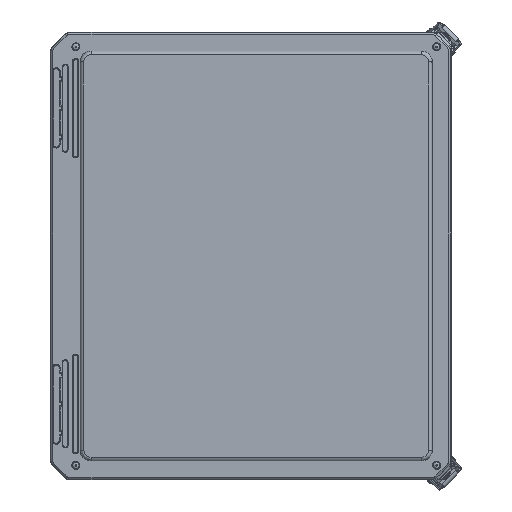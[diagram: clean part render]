
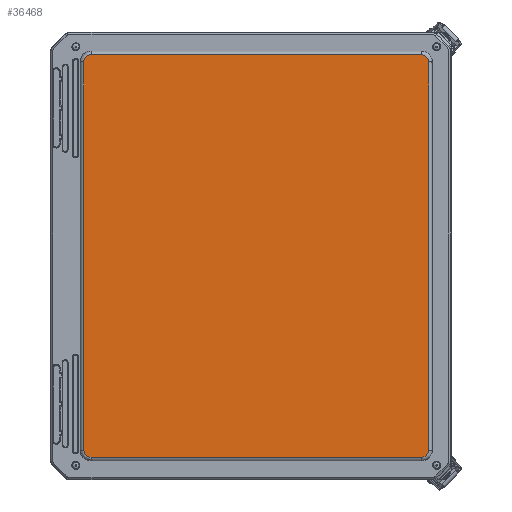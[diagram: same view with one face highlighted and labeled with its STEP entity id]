
A CAD part, top view. The second image highlights one B-rep face of the part: STEP entity #36468.
In plain terms, the highlighted face is planar.
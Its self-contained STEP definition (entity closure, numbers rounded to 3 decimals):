
#1389=ELLIPSE($,#40468,0.25,0.25);
#1392=ELLIPSE($,#40472,0.25,0.25);
#1393=ELLIPSE($,#40478,0.25,0.25);
#1396=ELLIPSE($,#40482,0.25,0.25);
#5104=LINE($,#82221,#7751);
#5106=LINE($,#82374,#7753);
#5109=LINE($,#82381,#7756);
#5111=LINE($,#82529,#7758);
#7751=VECTOR($,#50794,11.433);
#7753=VECTOR($,#50814,13.433);
#7756=VECTOR($,#50821,13.433);
#7758=VECTOR($,#50837,11.433);
#8706=PLANE($,#40488);
#10936=FACE_OUTER_BOUND($,#13316,.T.);
#13316=EDGE_LOOP($,(#33256,#33257,#33258,#33259,#33260,#33261,#33262,#33263));
#17976=VERTEX_POINT($,#82218);
#17977=VERTEX_POINT($,#82220);
#17980=VERTEX_POINT($,#82298);
#17981=VERTEX_POINT($,#82365);
#17984=VERTEX_POINT($,#82372);
#17985=VERTEX_POINT($,#82377);
#17988=VERTEX_POINT($,#82446);
#17989=VERTEX_POINT($,#82522);
#23101=EDGE_CURVE($,#17976,#17977,#5104,.T.);
#23105=EDGE_CURVE($,#17980,#17976,#1389,.T.);
#23109=EDGE_CURVE($,#17977,#17981,#1392,.T.);
#23111=EDGE_CURVE($,#17984,#17980,#5106,.T.);
#23115=EDGE_CURVE($,#17981,#17985,#5109,.T.);
#23117=EDGE_CURVE($,#17988,#17984,#1393,.T.);
#23121=EDGE_CURVE($,#17985,#17989,#1396,.T.);
#23123=EDGE_CURVE($,#17989,#17988,#5111,.T.);
#33256=ORIENTED_EDGE($,*,*,#23101,.F.);
#33257=ORIENTED_EDGE($,*,*,#23105,.F.);
#33258=ORIENTED_EDGE($,*,*,#23111,.F.);
#33259=ORIENTED_EDGE($,*,*,#23117,.F.);
#33260=ORIENTED_EDGE($,*,*,#23123,.F.);
#33261=ORIENTED_EDGE($,*,*,#23121,.F.);
#33262=ORIENTED_EDGE($,*,*,#23115,.F.);
#33263=ORIENTED_EDGE($,*,*,#23109,.F.);
#36468=ADVANCED_FACE($,(#10936),#8706,.F.);
#40468=AXIS2_PLACEMENT_3D($,#82300,#50800,#50801);
#40472=AXIS2_PLACEMENT_3D($,#82369,#50808,#50809);
#40478=AXIS2_PLACEMENT_3D($,#82448,#50824,#50825);
#40482=AXIS2_PLACEMENT_3D($,#82526,#50832,#50833);
#40488=AXIS2_PLACEMENT_3D($,#82539,#50851,#50852);
#50794=DIRECTION($,(1.,0.,0.));
#50800=DIRECTION('center_axis',(0.,0.,1.));
#50801=DIRECTION('ref_axis',(-0.707,-0.707,0.));
#50808=DIRECTION('center_axis',(0.,0.,1.));
#50809=DIRECTION('ref_axis',(0.707,-0.707,0.));
#50814=DIRECTION($,(0.,-1.,0.));
#50821=DIRECTION($,(0.,1.,0.));
#50824=DIRECTION('center_axis',(0.,0.,1.));
#50825=DIRECTION('ref_axis',(-0.707,0.707,0.));
#50832=DIRECTION('center_axis',(0.,0.,1.));
#50833=DIRECTION('ref_axis',(0.707,0.707,0.));
#50837=DIRECTION($,(-1.,0.,0.));
#50851=DIRECTION('center_axis',(0.,0.,1.));
#50852=DIRECTION('ref_axis',(1.,0.,0.));
#82218=CARTESIAN_POINT('',(-5.529,-6.966,0.));
#82220=CARTESIAN_POINT('',(5.904,-6.966,0.));
#82221=CARTESIAN_POINT($,(-5.529,-6.966,0.));
#82298=CARTESIAN_POINT('',(-5.779,-6.716,0.));
#82300=CARTESIAN_POINT('Origin',(-5.529,-6.716,0.));
#82365=CARTESIAN_POINT('',(6.154,-6.716,0.));
#82369=CARTESIAN_POINT('Origin',(5.904,-6.716,0.));
#82372=CARTESIAN_POINT('',(-5.779,6.716,0.));
#82374=CARTESIAN_POINT($,(-5.779,6.716,0.));
#82377=CARTESIAN_POINT('',(6.154,6.716,0.));
#82381=CARTESIAN_POINT($,(6.154,-6.716,0.));
#82446=CARTESIAN_POINT('',(-5.529,6.966,0.));
#82448=CARTESIAN_POINT('Origin',(-5.529,6.716,0.));
#82522=CARTESIAN_POINT('',(5.904,6.966,0.));
#82526=CARTESIAN_POINT('Origin',(5.904,6.716,0.));
#82529=CARTESIAN_POINT($,(5.904,6.966,0.));
#82539=CARTESIAN_POINT('Origin',(0.188,0.,0.));
